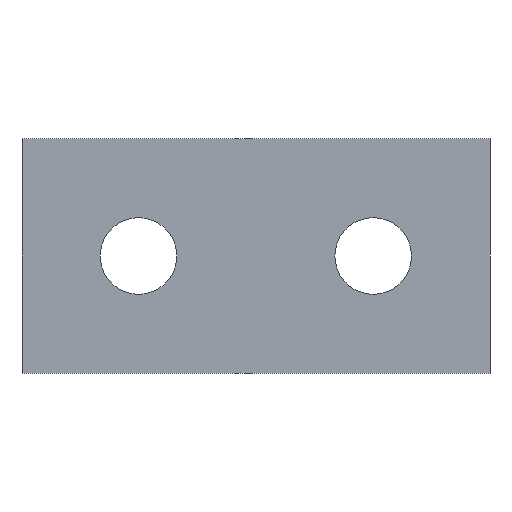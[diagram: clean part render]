
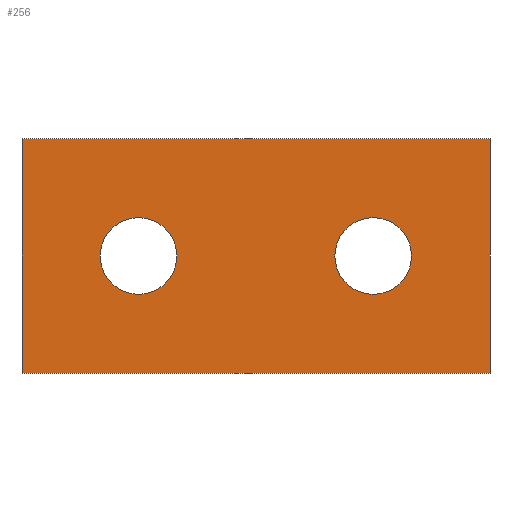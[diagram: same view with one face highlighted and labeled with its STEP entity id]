
A CAD part, front view. The second image highlights one B-rep face of the part: STEP entity #256.
In plain terms, the highlighted planar face has unit normal (0, -1, 0).
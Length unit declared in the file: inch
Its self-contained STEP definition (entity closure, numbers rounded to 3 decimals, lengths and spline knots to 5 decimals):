
#6 = EDGE_CURVE ( 'NONE', #137, #139, #355, .T. ) ;
#10 = AXIS2_PLACEMENT_3D ( 'NONE', #159, #155, #163 ) ;
#11 = AXIS2_PLACEMENT_3D ( 'NONE', #145, #144, #146 ) ;
#12 = EDGE_CURVE ( 'NONE', #133, #139, #347, .T. ) ;
#23 = AXIS2_PLACEMENT_3D ( 'NONE', #151, #152, #153 ) ;
#28 = EDGE_CURVE ( 'NONE', #128, #131, #317, .T. ) ;
#30 = EDGE_CURVE ( 'NONE', #138, #137, #358, .T. ) ;
#35 = AXIS2_PLACEMENT_3D ( 'NONE', #154, #143, #157 ) ;
#37 = EDGE_CURVE ( 'NONE', #131, #128, #360, .T. ) ;
#38 = EDGE_CURVE ( 'NONE', #130, #136, #287, .T. ) ;
#39 = EDGE_CURVE ( 'NONE', #138, #133, #353, .T. ) ;
#40 = EDGE_CURVE ( 'NONE', #136, #130, #324, .T. ) ;
#59 = AXIS2_PLACEMENT_3D ( 'NONE', #185, #187, #188 ) ;
#113 = DIRECTION ( 'NONE',  ( 0., 0., 1. ) ) ;
#114 = CARTESIAN_POINT ( 'NONE',  ( 0.785, 0., -0.787 ) ) ;
#119 = DIRECTION ( 'NONE',  ( 1., 0., 0. ) ) ;
#120 = CARTESIAN_POINT ( 'NONE',  ( 0., 0., 0. ) ) ;
#128 = VERTEX_POINT ( 'NONE', #195 ) ;
#130 = VERTEX_POINT ( 'NONE', #197 ) ;
#131 = VERTEX_POINT ( 'NONE', #204 ) ;
#133 = VERTEX_POINT ( 'NONE', #198 ) ;
#136 = VERTEX_POINT ( 'NONE', #203 ) ;
#137 = VERTEX_POINT ( 'NONE', #200 ) ;
#138 = VERTEX_POINT ( 'NONE', #201 ) ;
#139 = VERTEX_POINT ( 'NONE', #183 ) ;
#143 = DIRECTION ( 'NONE',  ( 0., 1., 0. ) ) ;
#144 = DIRECTION ( 'NONE',  ( 0., 1., 0. ) ) ;
#145 = CARTESIAN_POINT ( 'NONE',  ( -0.394, 0., -0.3935 ) ) ;
#146 = DIRECTION ( 'NONE',  ( 0., 0., 1. ) ) ;
#147 = DIRECTION ( 'NONE',  ( 0., 0., 1. ) ) ;
#150 = CARTESIAN_POINT ( 'NONE',  ( -0.785, 0., -0.787 ) ) ;
#151 = CARTESIAN_POINT ( 'NONE',  ( -0.394, 0., -0.3935 ) ) ;
#152 = DIRECTION ( 'NONE',  ( 0., 1., 0. ) ) ;
#153 = DIRECTION ( 'NONE',  ( 0., 0., 1. ) ) ;
#154 = CARTESIAN_POINT ( 'NONE',  ( 0.393, 0., -0.3935 ) ) ;
#155 = DIRECTION ( 'NONE',  ( 0., 1., 0. ) ) ;
#156 = CARTESIAN_POINT ( 'NONE',  ( 0.785, 0., -0.787 ) ) ;
#157 = DIRECTION ( 'NONE',  ( 0., 0., 1. ) ) ;
#158 = DIRECTION ( 'NONE',  ( 1., 0., 0. ) ) ;
#159 = CARTESIAN_POINT ( 'NONE',  ( 0.393, 0., -0.3935 ) ) ;
#163 = DIRECTION ( 'NONE',  ( 0., 0., 1. ) ) ;
#183 = CARTESIAN_POINT ( 'NONE',  ( 0.785, 0., 0. ) ) ;
#185 = CARTESIAN_POINT ( 'NONE',  ( 0., 0., -0.787 ) ) ;
#187 = DIRECTION ( 'NONE',  ( 0., -1., 0. ) ) ;
#188 = DIRECTION ( 'NONE',  ( 1., 0., 0. ) ) ;
#191 = PLANE ( 'NONE',  #59 ) ;
#195 = CARTESIAN_POINT ( 'NONE',  ( -0.394, 0., -0.522 ) ) ;
#197 = CARTESIAN_POINT ( 'NONE',  ( 0.393, 0., -0.522 ) ) ;
#198 = CARTESIAN_POINT ( 'NONE',  ( 0.785, 0., -0.787 ) ) ;
#200 = CARTESIAN_POINT ( 'NONE',  ( -0.785, 0., 0. ) ) ;
#201 = CARTESIAN_POINT ( 'NONE',  ( -0.785, 0., -0.787 ) ) ;
#203 = CARTESIAN_POINT ( 'NONE',  ( 0.393, 0., -0.265 ) ) ;
#204 = CARTESIAN_POINT ( 'NONE',  ( -0.394, 0., -0.265 ) ) ;
#256 = ADVANCED_FACE ( 'NONE', ( #328, #322, #321 ), #191, .T. ) ;
#280 = ORIENTED_EDGE ( 'NONE', *, *, #37, .T. ) ;
#283 = VECTOR ( 'NONE', #158, 39.37008 ) ;
#287 = CIRCLE ( 'NONE', #35, 0.1285 ) ;
#289 = EDGE_LOOP ( 'NONE', ( #386, #375 ) ) ;
#305 = EDGE_LOOP ( 'NONE', ( #280, #312 ) ) ;
#312 = ORIENTED_EDGE ( 'NONE', *, *, #28, .T. ) ;
#317 = CIRCLE ( 'NONE', #11, 0.1285 ) ;
#321 = FACE_OUTER_BOUND ( 'NONE', #388, .T. ) ;
#322 = FACE_BOUND ( 'NONE', #289, .T. ) ;
#324 = CIRCLE ( 'NONE', #10, 0.1285 ) ;
#328 = FACE_BOUND ( 'NONE', #305, .T. ) ;
#342 = VECTOR ( 'NONE', #147, 39.37008 ) ;
#347 = LINE ( 'NONE', #114, #362 ) ;
#353 = LINE ( 'NONE', #156, #283 ) ;
#355 = LINE ( 'NONE', #120, #374 ) ;
#358 = LINE ( 'NONE', #150, #342 ) ;
#360 = CIRCLE ( 'NONE', #23, 0.1285 ) ;
#362 = VECTOR ( 'NONE', #113, 39.37008 ) ;
#364 = ORIENTED_EDGE ( 'NONE', *, *, #6, .F. ) ;
#374 = VECTOR ( 'NONE', #119, 39.37008 ) ;
#375 = ORIENTED_EDGE ( 'NONE', *, *, #38, .T. ) ;
#379 = ORIENTED_EDGE ( 'NONE', *, *, #12, .T. ) ;
#380 = ORIENTED_EDGE ( 'NONE', *, *, #30, .F. ) ;
#384 = ORIENTED_EDGE ( 'NONE', *, *, #39, .T. ) ;
#386 = ORIENTED_EDGE ( 'NONE', *, *, #40, .T. ) ;
#388 = EDGE_LOOP ( 'NONE', ( #364, #380, #384, #379 ) ) ;
